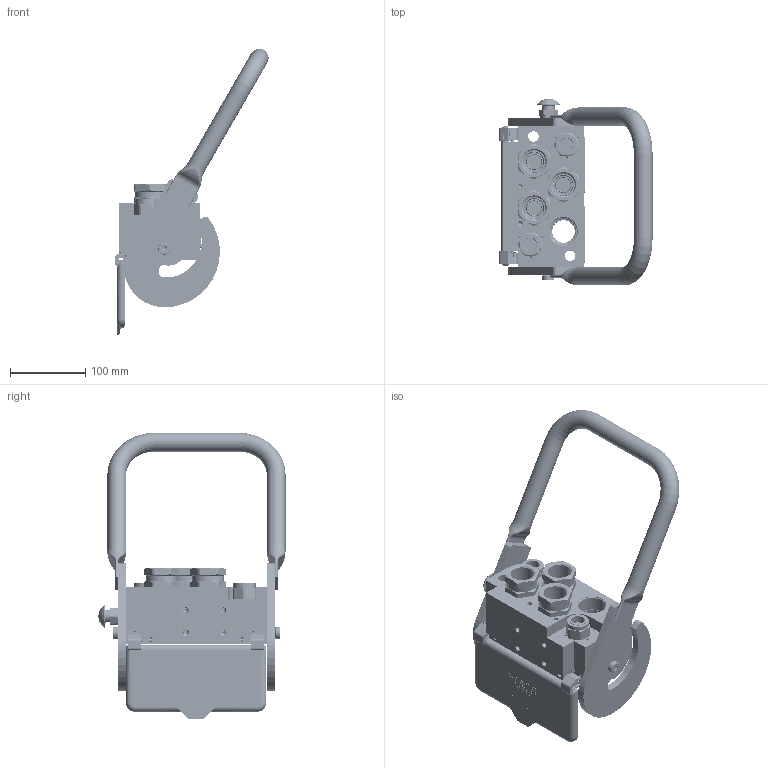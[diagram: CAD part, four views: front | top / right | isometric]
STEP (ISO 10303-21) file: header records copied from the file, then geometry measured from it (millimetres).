
FILE_DESCRIPTION (( 'STEP AP214' ), '1' );
FILE_NAME ('FASTER.step', '2025-03-07T12:22:25', ( '' ), ( '' ), 'SwSTEP 2.0', 'SolidWorks 2017', '' );
FILE_SCHEMA (( 'AUTOMOTIVE_DESIGN' ));
Length unit declared in the file: millimetre
Products named in the file (37): 2ffnb12_gas_f; 4850_024_8001_011.prt; 4340_014_0000_000; FASTER; 2ffnb34-1gas_f; 4850_024_8001_000; 4150_072_1000_200; curs_molla_12; 4850_050_0000_000.prt; 4142_072_1000_300; curs_molla_34; A_2ffnb34-1gas_f; 4830_001_0005_300.prt; P6I_F_BASE; 4830_001_0004_000.prt; 4830_001_0005_301.prt; 4830_013_3000_030; A_2ffnb12_gas_f; 4830_022_0000_011.prt; et007; et011; 4830_025_1000_000.prt; 4830_070_0000_001.prt; sicura_p5.asm; 4850_024_8000_010.prt; Copia di 4830_025_0000_001.prt; Copia di or1_5x7_m.prt; 4850_020_8000_000.prt; Copia di 0048_042_0412_001.prt; 4850_024_8001_000.asm; 4250_014_1000_000; 4830_025_2000_000.prt; 4850_001_0001_005.prt; ET011-ET007; 4850_024_8000_020.prt
Assembly tree (42 placements, depth 4):
  FASTER
    P6I_F_BASE
      4850_020_8000_000.prt
      4850_001_0001_005.prt
      4830_001_0005_300.prt
      4830_001_0005_301.prt
      4830_001_0004_000.prt  x2
      4850_050_0000_000.prt  x2
      4830_013_3000_030  x2
    A_2ffnb34-1gas_f  x3
      curs_molla_34
        4150_072_1000_200
        4250_014_1000_000
      2ffnb34-1gas_f
        2ffnb34-1gas_f
    A_2ffnb12_gas_f  x2
      curs_molla_12
        4340_014_0000_000
        4142_072_1000_300
      2ffnb12_gas_f
        2ffnb12_gas_f
    4850_024_8001_000
      4850_024_8001_000.asm
        4850_024_8000_010.prt
        4850_024_8001_011.prt
        4850_024_8000_020.prt
      sicura_p5.asm
        Copia di 4830_025_0000_001.prt
        Copia di or1_5x7_m.prt
        Copia di 0048_042_0412_001.prt
      4830_025_2000_000.prt
      4830_025_1000_000.prt
      4830_022_0000_011.prt
      4830_070_0000_001.prt
    ET011-ET007
      et011
      et007
Bounding box: 204.14 x 249.33 x 381.77 mm (x, y, z)
Volume: 329300.9 mm3; surface area: 492359.1 mm2
Topology: 27 solids, 86 shells, 5230 faces, 14003 edges, 9059 vertices
Faces by surface type: plane 3192, cylinder 884, cone 471, bspline 382, torus 270, sphere 31
Entity records: 175481 total; most frequent: CARTESIAN_POINT 63758, ORIENTED_EDGE 22558, DIRECTION 20170, EDGE_CURVE 11461, LINE 8534, VECTOR 8534, VERTEX_POINT 7444, AXIS2_PLACEMENT_3D 5818
